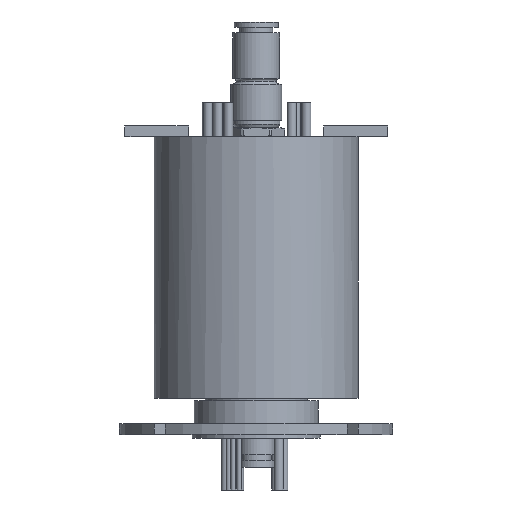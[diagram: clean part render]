
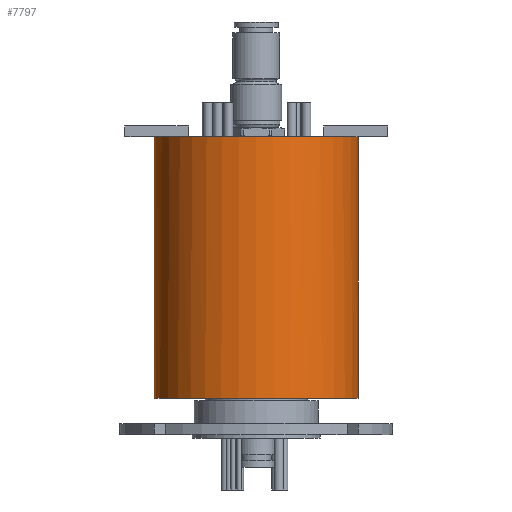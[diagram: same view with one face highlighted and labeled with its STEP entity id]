
A CAD part, front view. The second image highlights one B-rep face of the part: STEP entity #7797.
In plain terms, the highlighted cylindrical face has radius 28 mm (diameter 56 mm), a partial arc.
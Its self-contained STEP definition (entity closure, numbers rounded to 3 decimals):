
#85 = CARTESIAN_POINT ( 'NONE',  ( 0., 0., 11. ) ) ;
#121 = DIRECTION ( 'NONE',  ( 1., 0., 0. ) ) ;
#157 = DIRECTION ( 'NONE',  ( 0., 0., 1. ) ) ;
#187 = CARTESIAN_POINT ( 'NONE',  ( 0., 0., 82.6 ) ) ;
#241 = VERTEX_POINT ( 'NONE', #5053 ) ;
#271 = ORIENTED_EDGE ( 'NONE', *, *, #7368, .T. ) ;
#317 = ORIENTED_EDGE ( 'NONE', *, *, #3325, .T. ) ;
#380 = CARTESIAN_POINT ( 'NONE',  ( 27.35, -6., 82.6 ) ) ;
#413 = ORIENTED_EDGE ( 'NONE', *, *, #7573, .F. ) ;
#417 = VECTOR ( 'NONE', #6638, 1000. ) ;
#485 = ORIENTED_EDGE ( 'NONE', *, *, #1324, .F. ) ;
#524 = ORIENTED_EDGE ( 'NONE', *, *, #1494, .F. ) ;
#531 = ORIENTED_EDGE ( 'NONE', *, *, #8167, .F. ) ;
#942 = DIRECTION ( 'NONE',  ( 1., 0., 0. ) ) ;
#967 = CARTESIAN_POINT ( 'NONE',  ( 0., 0., 82.6 ) ) ;
#1304 = VERTEX_POINT ( 'NONE', #380 ) ;
#1324 = EDGE_CURVE ( 'NONE', #2799, #1304, #9163, .T. ) ;
#1494 = EDGE_CURVE ( 'NONE', #1304, #6473, #9735, .T. ) ;
#2293 = DIRECTION ( 'NONE',  ( 0., 0., 1. ) ) ;
#2435 = LINE ( 'NONE', #9831, #417 ) ;
#2799 = VERTEX_POINT ( 'NONE', #8997 ) ;
#3325 = EDGE_CURVE ( 'NONE', #241, #3417, #2435, .T. ) ;
#3417 = VERTEX_POINT ( 'NONE', #3656 ) ;
#3656 = CARTESIAN_POINT ( 'NONE',  ( -28., 0., 11. ) ) ;
#4150 = AXIS2_PLACEMENT_3D ( 'NONE', #7164, #2293, #7942 ) ;
#4194 = EDGE_LOOP ( 'NONE', ( #531, #524, #485, #413, #317, #271 ) ) ;
#4873 = VERTEX_POINT ( 'NONE', #9633 ) ;
#5053 = CARTESIAN_POINT ( 'NONE',  ( -28., 0., 82.6 ) ) ;
#5820 = DIRECTION ( 'NONE',  ( 0., 0., 1. ) ) ;
#5846 = DIRECTION ( 'NONE',  ( 0., 0., -1. ) ) ;
#6166 = CIRCLE ( 'NONE', #9209, 28. ) ;
#6190 = CARTESIAN_POINT ( 'NONE',  ( 28., 0., 82.6 ) ) ;
#6299 = CARTESIAN_POINT ( 'NONE',  ( 28., 0., 82.6 ) ) ;
#6473 = VERTEX_POINT ( 'NONE', #6190 ) ;
#6638 = DIRECTION ( 'NONE',  ( 0., 0., -1. ) ) ;
#6735 = CIRCLE ( 'NONE', #4150, 28. ) ;
#7164 = CARTESIAN_POINT ( 'NONE',  ( 0., 0., 82.6 ) ) ;
#7273 = AXIS2_PLACEMENT_3D ( 'NONE', #9572, #10465, #10519 ) ;
#7293 = FACE_OUTER_BOUND ( 'NONE', #4194, .T. ) ;
#7368 = EDGE_CURVE ( 'NONE', #3417, #4873, #6166, .T. ) ;
#7573 = EDGE_CURVE ( 'NONE', #241, #2799, #6735, .T. ) ;
#7639 = CYLINDRICAL_SURFACE ( 'NONE', #8264, 28. ) ;
#7797 = ADVANCED_FACE ( 'NONE', ( #7293 ), #7639, .T. ) ;
#7942 = DIRECTION ( 'NONE',  ( 1., 0., 0. ) ) ;
#7997 = AXIS2_PLACEMENT_3D ( 'NONE', #187, #157, #121 ) ;
#8167 = EDGE_CURVE ( 'NONE', #6473, #4873, #8819, .T. ) ;
#8210 = DIRECTION ( 'NONE',  ( -1., 0., 0. ) ) ;
#8264 = AXIS2_PLACEMENT_3D ( 'NONE', #967, #5846, #8210 ) ;
#8819 = LINE ( 'NONE', #6299, #8827 ) ;
#8827 = VECTOR ( 'NONE', #9522, 1000. ) ;
#8997 = CARTESIAN_POINT ( 'NONE',  ( -27.35, -6., 82.6 ) ) ;
#9163 = CIRCLE ( 'NONE', #7997, 28. ) ;
#9209 = AXIS2_PLACEMENT_3D ( 'NONE', #85, #5820, #942 ) ;
#9522 = DIRECTION ( 'NONE',  ( 0., 0., -1. ) ) ;
#9572 = CARTESIAN_POINT ( 'NONE',  ( 0., 0., 82.6 ) ) ;
#9633 = CARTESIAN_POINT ( 'NONE',  ( 28., 0., 11. ) ) ;
#9735 = CIRCLE ( 'NONE', #7273, 28. ) ;
#9831 = CARTESIAN_POINT ( 'NONE',  ( -28., 0., 82.6 ) ) ;
#10465 = DIRECTION ( 'NONE',  ( 0., 0., 1. ) ) ;
#10519 = DIRECTION ( 'NONE',  ( 1., 0., 0. ) ) ;
